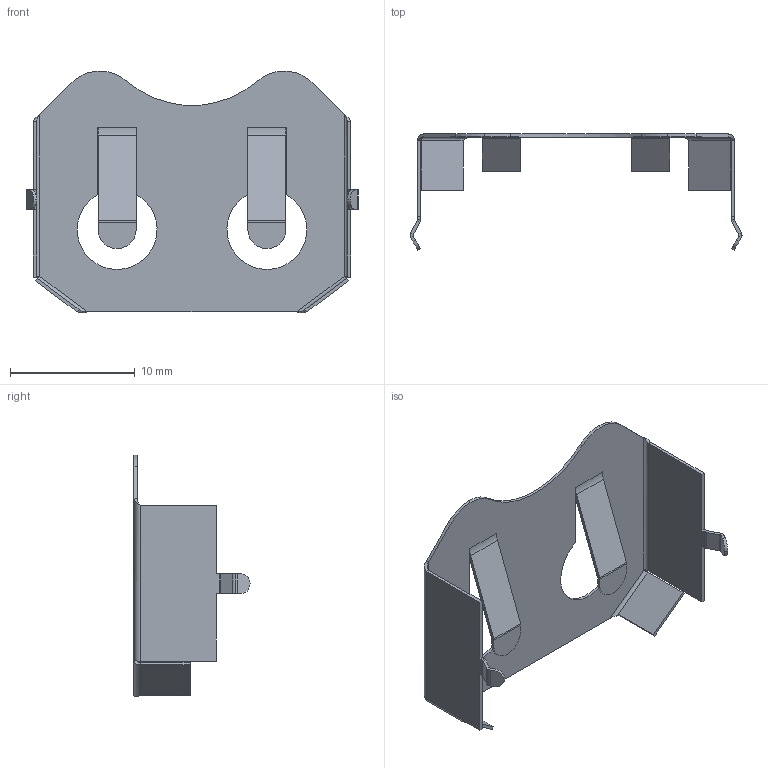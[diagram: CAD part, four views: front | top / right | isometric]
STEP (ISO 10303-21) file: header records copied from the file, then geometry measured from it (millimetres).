
FILE_DESCRIPTION (( 'STEP AP214' ), '1' );
FILE_NAME ('BK-5033.STEP', '2019-10-10T12:04:36', ( '' ), ( '' ), 'SwSTEP 2.0', 'SolidWorks 2017', '' );
FILE_SCHEMA (( 'AUTOMOTIVE_DESIGN' ));
Length unit declared in the file: millimetre
Products named in the file (1): BK-5033
Bounding box: 26.6 x 9.3 x 19.38 mm (x, y, z)
Volume: 150.7 mm3; surface area: 1264.6 mm2
Topology: 1 solids, 1 shells, 136 faces, 306 edges, 172 vertices
Faces by surface type: plane 87, cylinder 41, bspline 8
Entity records: 3886 total; most frequent: CARTESIAN_POINT 867, DIRECTION 614, ORIENTED_EDGE 612, EDGE_CURVE 306, VECTOR 224, LINE 224, AXIS2_PLACEMENT_3D 195, VERTEX_POINT 172
